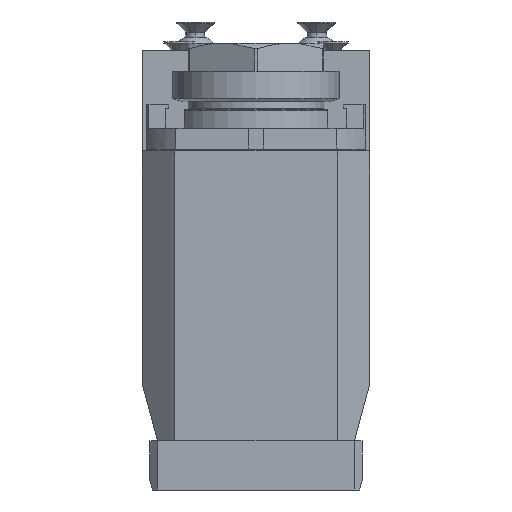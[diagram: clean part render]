
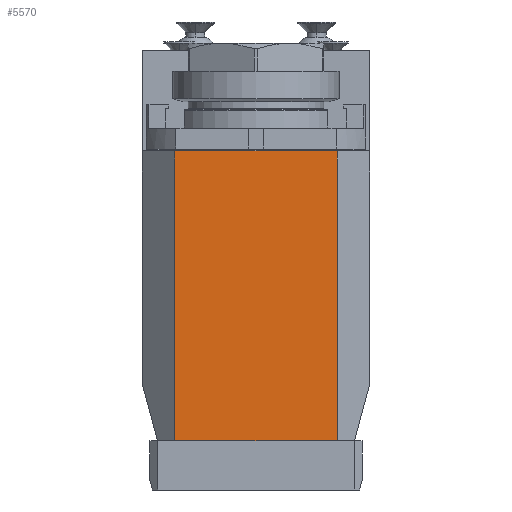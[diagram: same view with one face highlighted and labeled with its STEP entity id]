
A CAD part, left-side view. The second image highlights one B-rep face of the part: STEP entity #5570.
In plain terms, the highlighted planar face has unit normal (-1, 0, 0).
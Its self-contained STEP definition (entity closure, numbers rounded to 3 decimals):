
#356=DIRECTION('',(0.,0.,1.));
#357=VECTOR('',#356,76.5);
#358=CARTESIAN_POINT('',(-102.5,21.5,-70.5));
#359=LINE('',#358,#357);
#360=DIRECTION('',(0.,1.,0.));
#361=VECTOR('',#360,43.);
#362=CARTESIAN_POINT('',(-102.5,-21.5,6.));
#363=LINE('',#362,#361);
#364=DIRECTION('',(0.,0.,1.));
#365=VECTOR('',#364,76.5);
#366=CARTESIAN_POINT('',(-102.5,-21.5,-70.5));
#367=LINE('',#366,#365);
#368=DIRECTION('',(0.,-1.,0.));
#369=VECTOR('',#368,43.);
#370=CARTESIAN_POINT('',(-102.5,21.5,-70.5));
#371=LINE('',#370,#369);
#4469=CARTESIAN_POINT('',(-102.5,-21.5,-70.5));
#4470=CARTESIAN_POINT('',(-102.5,-21.5,6.));
#4471=VERTEX_POINT('',#4469);
#4472=VERTEX_POINT('',#4470);
#4475=CARTESIAN_POINT('',(-102.5,21.5,-70.5));
#4476=CARTESIAN_POINT('',(-102.5,21.5,6.));
#4477=VERTEX_POINT('',#4475);
#4478=VERTEX_POINT('',#4476);
#5558=CARTESIAN_POINT('',(-102.5,0.,0.));
#5559=DIRECTION('',(-1.,0.,0.));
#5560=DIRECTION('',(0.,0.,1.));
#5561=AXIS2_PLACEMENT_3D('',#5558,#5559,#5560);
#5562=PLANE('',#5561);
#5563=ORIENTED_EDGE('',*,*,#5473,.T.);
#5564=ORIENTED_EDGE('',*,*,#5453,.F.);
#5566=ORIENTED_EDGE('',*,*,#5565,.F.);
#5567=ORIENTED_EDGE('',*,*,#5551,.F.);
#5568=EDGE_LOOP('',(#5563,#5564,#5566,#5567));
#5569=FACE_OUTER_BOUND('',#5568,.F.);
#5570=ADVANCED_FACE('',(#5569),#5562,.T.);
#5453=EDGE_CURVE('',#4472,#4478,#363,.T.);
#5473=EDGE_CURVE('',#4477,#4478,#359,.T.);
#5551=EDGE_CURVE('',#4477,#4471,#371,.T.);
#5565=EDGE_CURVE('',#4471,#4472,#367,.T.);
